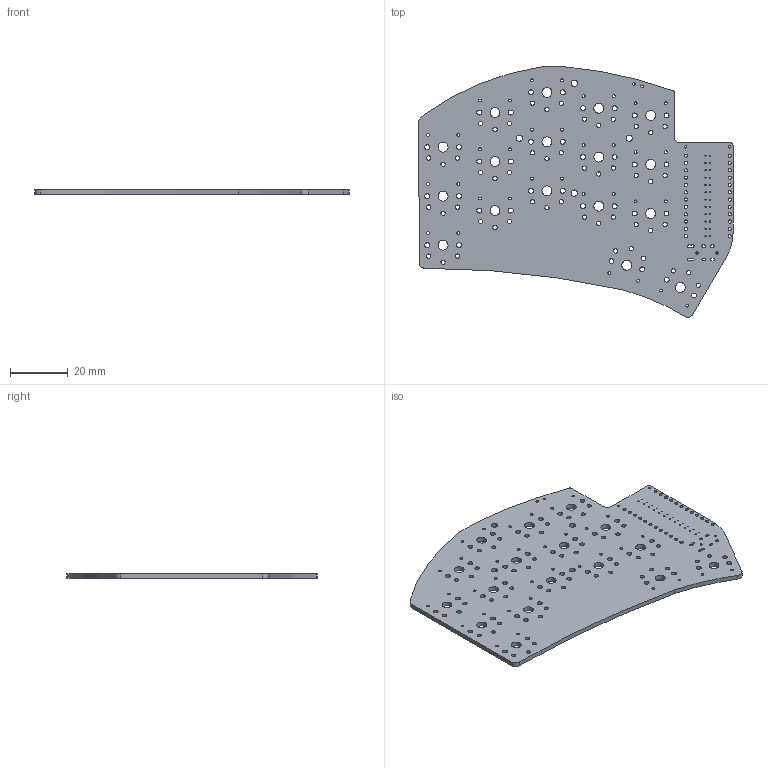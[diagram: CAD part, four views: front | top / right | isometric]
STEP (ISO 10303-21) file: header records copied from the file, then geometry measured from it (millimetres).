
FILE_DESCRIPTION(('KiCad electronic assembly'),'2;1');
FILE_NAME('half-swept.step','2023-04-23T20:16:14',('Pcbnew'),('Kicad'), 'Open CASCADE STEP processor 7.6','KiCad to STEP converter','Unknown' );
FILE_SCHEMA(('AUTOMOTIVE_DESIGN { 1 0 10303 214 1 1 1 1 }'));
Length unit declared in the file: millimetre
Products named in the file (2): half-swept 1; half-swept PCB
Assembly tree (1 placements, depth 2):
  half-swept 1
    half-swept PCB
Bounding box: 108.96 x 86.86 x 1.6 mm (x, y, z)
Volume: 10838.6 mm3; surface area: 15527.1 mm2
Topology: 1 solids, 1 shells, 251 faces, 747 edges, 498 vertices
Faces by surface type: cylinder 225, plane 26
Full cylindrical faces by diameter (mm): 0.4 x24, 0.8 x2, 0.813 x2, 0.9 x2, 0.991 x34, 1.1 x24, 1.5 x51, 1.702 x34, 2.2 x4, 3.429 x17
Entity records: 20591 total; most frequent: CARTESIAN_POINT 5700, DIRECTION 2739, ORIENTED_EDGE 1494, PCURVE 1494, DEFINITIONAL_REPRESENTATION 1494, LINE 1333, VECTOR 1333, EDGE_CURVE 747
